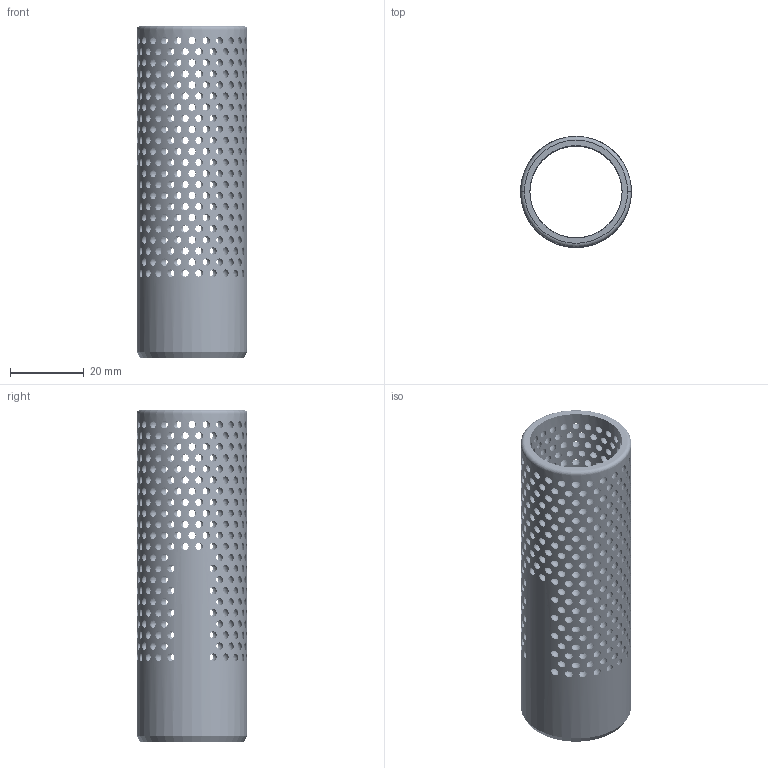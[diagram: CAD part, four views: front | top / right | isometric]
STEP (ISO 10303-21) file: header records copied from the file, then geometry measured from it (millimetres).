
FILE_DESCRIPTION (( 'STEP AP214' ), '1' );
FILE_NAME ('682QM-D25-C90.STEP', '2021-11-03T07:51:15', ( '' ), ( '' ), 'SwSTEP 2.0', 'SolidWorks 2016', '' );
FILE_SCHEMA (( 'AUTOMOTIVE_DESIGN' ));
Length unit declared in the file: millimetre
Products named in the file (2): 682QM-D25-C90
Bounding box: 30 x 30 x 90 mm (x, y, z)
Volume: 11443.8 mm3; surface area: 25254.6 mm2
Topology: 1 solids, 1 shells, 979 faces, 5386 edges, 3430 vertices
Faces by surface type: sphere 956, plane 11, cylinder 8, cone 2, torus 2
Entity records: 64341 total; most frequent: CARTESIAN_POINT 38525, ORIENTED_EDGE 5992, DIRECTION 3984, EDGE_CURVE 2996, VERTEX_POINT 1996, AXIS2_PLACEMENT_3D 1967, B_SPLINE_CURVE_WITH_KNOTS 1960, EDGE_LOOP 1914
